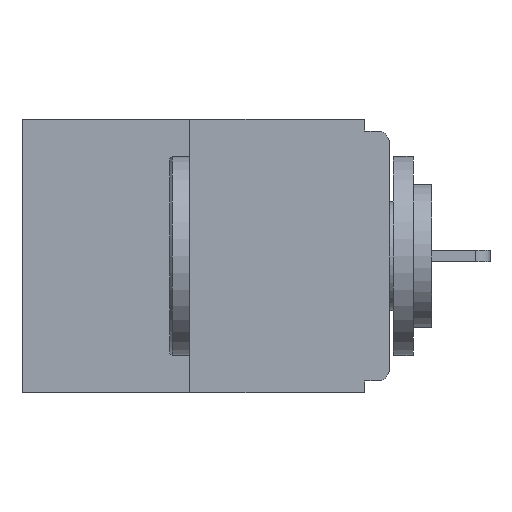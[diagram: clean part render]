
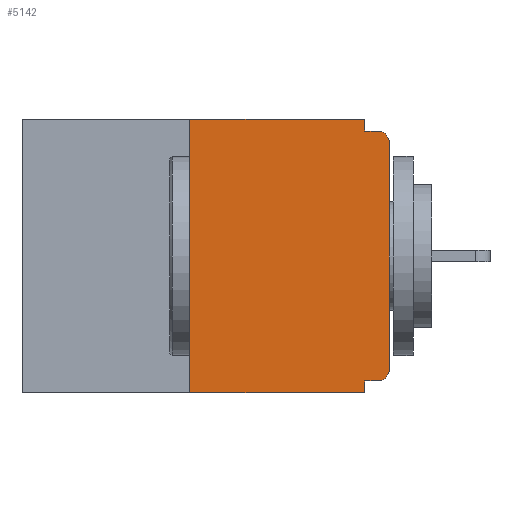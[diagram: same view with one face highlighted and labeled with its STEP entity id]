
A CAD part, left-side view. The second image highlights one B-rep face of the part: STEP entity #5142.
In plain terms, the highlighted planar face has unit normal (-1, 0, 0).
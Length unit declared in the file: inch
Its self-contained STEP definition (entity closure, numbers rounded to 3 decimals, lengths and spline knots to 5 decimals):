
#21 = AXIS2_PLACEMENT_3D ( 'NONE', #2575, #2452, #2449 ) ;
#78 = EDGE_CURVE ( 'NONE', #7262, #9258, #7203, .T. ) ;
#200 = ORIENTED_EDGE ( 'NONE', *, *, #1983, .T. ) ;
#644 = ORIENTED_EDGE ( 'NONE', *, *, #6184, .T. ) ;
#761 = LINE ( 'NONE', #1005, #13853 ) ;
#778 = DIRECTION ( 'NONE',  ( 0., -1., 0. ) ) ;
#826 = ORIENTED_EDGE ( 'NONE', *, *, #8275, .F. ) ;
#1005 = CARTESIAN_POINT ( 'NONE',  ( 0., 0.46, -0.343 ) ) ;
#1261 = LINE ( 'NONE', #15716, #11287 ) ;
#1287 = LINE ( 'NONE', #14046, #14768 ) ;
#1708 = ORIENTED_EDGE ( 'NONE', *, *, #3857, .T. ) ;
#1983 = EDGE_CURVE ( 'NONE', #14740, #8047, #12804, .T. ) ;
#2042 = VERTEX_POINT ( 'NONE', #12307 ) ;
#2122 = EDGE_CURVE ( 'NONE', #15876, #5704, #761, .T. ) ;
#2257 = ORIENTED_EDGE ( 'NONE', *, *, #6102, .F. ) ;
#2366 = ORIENTED_EDGE ( 'NONE', *, *, #2122, .T. ) ;
#2430 = VECTOR ( 'NONE', #12329, 39.37008 ) ;
#2449 = DIRECTION ( 'NONE',  ( 0., 0., -1. ) ) ;
#2452 = DIRECTION ( 'NONE',  ( -1., 0., 0. ) ) ;
#2560 = DIRECTION ( 'NONE',  ( -1., 0., 0. ) ) ;
#2575 = CARTESIAN_POINT ( 'NONE',  ( 0., 0.015, -0.313 ) ) ;
#2581 = CARTESIAN_POINT ( 'NONE',  ( 0., 0.015, -0.03 ) ) ;
#2896 = ORIENTED_EDGE ( 'NONE', *, *, #6012, .F. ) ;
#3050 = ORIENTED_EDGE ( 'NONE', *, *, #14680, .F. ) ;
#3077 = VECTOR ( 'NONE', #10616, 39.37008 ) ;
#3739 = VECTOR ( 'NONE', #7269, 39.37008 ) ;
#3857 = EDGE_CURVE ( 'NONE', #8047, #7760, #13178, .T. ) ;
#4008 = DIRECTION ( 'NONE',  ( 0., -1., 0. ) ) ;
#4290 = CARTESIAN_POINT ( 'NONE',  ( 0., 0.015, -0.015 ) ) ;
#4671 = AXIS2_PLACEMENT_3D ( 'NONE', #8977, #8958, #9030 ) ;
#4745 = CARTESIAN_POINT ( 'NONE',  ( 0., 0., -0.313 ) ) ;
#5011 = CARTESIAN_POINT ( 'NONE',  ( 0., 0.25, 0. ) ) ;
#5142 = ADVANCED_FACE ( 'NONE', ( #13129 ), #10135, .F. ) ;
#5302 = CARTESIAN_POINT ( 'NONE',  ( 0., 0., 0. ) ) ;
#5410 = ORIENTED_EDGE ( 'NONE', *, *, #14418, .F. ) ;
#5684 = CARTESIAN_POINT ( 'NONE',  ( 0., 0.031, 0. ) ) ;
#5704 = VERTEX_POINT ( 'NONE', #16417 ) ;
#6012 = EDGE_CURVE ( 'NONE', #2042, #12973, #1287, .T. ) ;
#6102 = EDGE_CURVE ( 'NONE', #15822, #7262, #7034, .T. ) ;
#6184 = EDGE_CURVE ( 'NONE', #2042, #14740, #9707, .T. ) ;
#6383 = VECTOR ( 'NONE', #11145, 39.37008 ) ;
#6537 = LINE ( 'NONE', #6729, #3077 ) ;
#6729 = CARTESIAN_POINT ( 'NONE',  ( 0., 0.25, 0. ) ) ;
#7034 = LINE ( 'NONE', #11235, #10504 ) ;
#7203 = LINE ( 'NONE', #5684, #3739 ) ;
#7262 = VERTEX_POINT ( 'NONE', #14952 ) ;
#7269 = DIRECTION ( 'NONE',  ( 0., 0., -1. ) ) ;
#7388 = CARTESIAN_POINT ( 'NONE',  ( 0., 0.031, -0.015 ) ) ;
#7760 = VERTEX_POINT ( 'NONE', #4290 ) ;
#8047 = VERTEX_POINT ( 'NONE', #16579 ) ;
#8275 = EDGE_CURVE ( 'NONE', #15876, #15822, #6537, .T. ) ;
#8898 = DIRECTION ( 'NONE',  ( 0., -1., 0. ) ) ;
#8958 = DIRECTION ( 'NONE',  ( 1., 0., 0. ) ) ;
#8977 = CARTESIAN_POINT ( 'NONE',  ( 0., 0.46, 0. ) ) ;
#9030 = DIRECTION ( 'NONE',  ( 0., 0., -1. ) ) ;
#9070 = CARTESIAN_POINT ( 'NONE',  ( 0., 0.25, -0.343 ) ) ;
#9258 = VERTEX_POINT ( 'NONE', #7388 ) ;
#9707 = CIRCLE ( 'NONE', #21, 0.015 ) ;
#9880 = LINE ( 'NONE', #11086, #6383 ) ;
#9947 = DIRECTION ( 'NONE',  ( 0., 0., -1. ) ) ;
#10135 = PLANE ( 'NONE',  #4671 ) ;
#10504 = VECTOR ( 'NONE', #8898, 39.37008 ) ;
#10616 = DIRECTION ( 'NONE',  ( 0., 0., 1. ) ) ;
#11086 = CARTESIAN_POINT ( 'NONE',  ( 0., 0.031, -0.343 ) ) ;
#11145 = DIRECTION ( 'NONE',  ( 0., 0., -1. ) ) ;
#11235 = CARTESIAN_POINT ( 'NONE',  ( 0., 0.46, 0. ) ) ;
#11287 = VECTOR ( 'NONE', #4008, 39.37008 ) ;
#11502 = EDGE_LOOP ( 'NONE', ( #2257, #826, #2366, #3050, #2896, #644, #200, #1708, #5410, #13495 ) ) ;
#12307 = CARTESIAN_POINT ( 'NONE',  ( 0., 0.015, -0.328 ) ) ;
#12329 = DIRECTION ( 'NONE',  ( 0., 0., 1. ) ) ;
#12539 = CARTESIAN_POINT ( 'NONE',  ( 0., 0.031, -0.328 ) ) ;
#12804 = LINE ( 'NONE', #5302, #2430 ) ;
#12973 = VERTEX_POINT ( 'NONE', #12539 ) ;
#13129 = FACE_OUTER_BOUND ( 'NONE', #11502, .T. ) ;
#13178 = CIRCLE ( 'NONE', #15880, 0.015 ) ;
#13495 = ORIENTED_EDGE ( 'NONE', *, *, #78, .F. ) ;
#13853 = VECTOR ( 'NONE', #778, 39.37008 ) ;
#14005 = DIRECTION ( 'NONE',  ( 0., 1., 0. ) ) ;
#14046 = CARTESIAN_POINT ( 'NONE',  ( 0., 0., -0.328 ) ) ;
#14418 = EDGE_CURVE ( 'NONE', #9258, #7760, #1261, .T. ) ;
#14680 = EDGE_CURVE ( 'NONE', #12973, #5704, #9880, .T. ) ;
#14740 = VERTEX_POINT ( 'NONE', #4745 ) ;
#14768 = VECTOR ( 'NONE', #14005, 39.37008 ) ;
#14952 = CARTESIAN_POINT ( 'NONE',  ( 0., 0.031, 0. ) ) ;
#15716 = CARTESIAN_POINT ( 'NONE',  ( 0., 0., -0.015 ) ) ;
#15822 = VERTEX_POINT ( 'NONE', #5011 ) ;
#15876 = VERTEX_POINT ( 'NONE', #9070 ) ;
#15880 = AXIS2_PLACEMENT_3D ( 'NONE', #2581, #2560, #9947 ) ;
#16417 = CARTESIAN_POINT ( 'NONE',  ( 0., 0.031, -0.343 ) ) ;
#16579 = CARTESIAN_POINT ( 'NONE',  ( 0., 0., -0.03 ) ) ;
